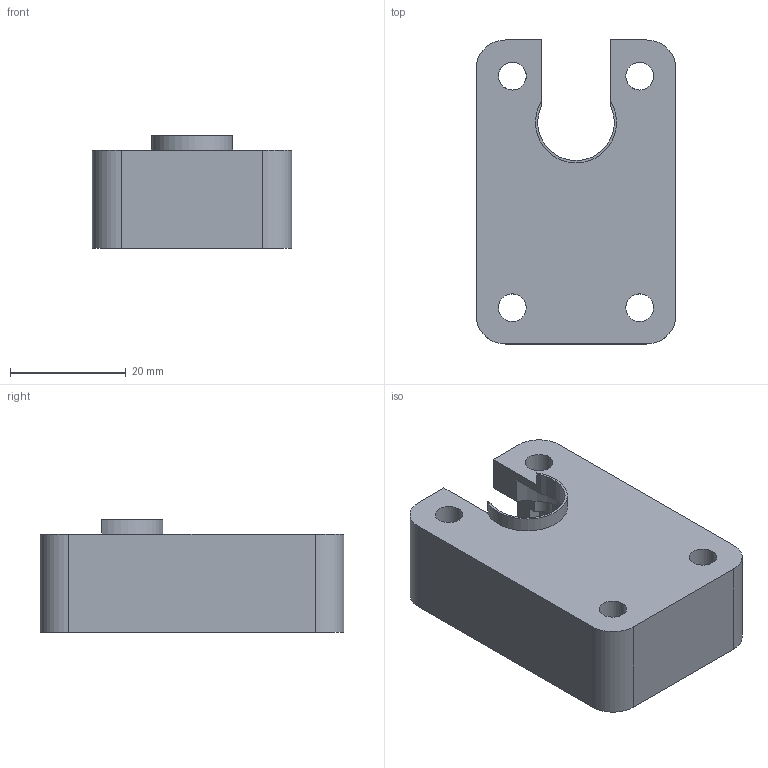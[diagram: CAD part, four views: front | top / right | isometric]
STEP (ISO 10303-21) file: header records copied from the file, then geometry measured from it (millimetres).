
FILE_DESCRIPTION(/* description */ ('STEP AP214'),/* implementation_level */ '2;1');
FILE_NAME(/* name */ '619ba9f99c98216352074ece',/* time_stamp */ '2021-11-22T14:32:26+00:00',/* author */ (''),/* organization */ (''),/* preprocessor_version */ 'ST-DEVELOPER v18.1',/* originating_system */ ' ',/* authorisation */ ' ');
FILE_SCHEMA (('AUTOMOTIVE_DESIGN {1 0 10303 214 3 1 1}'));
Length unit declared in the file: metre
Products named in the file (1): Part 4
Bounding box: 34.5 x 52.5 x 19.5 mm (x, y, z)
Volume: 17503.2 mm3; surface area: 7539.5 mm2
Topology: 1 solids, 1 shells, 36 faces, 108 edges, 72 vertices
Faces by surface type: plane 25, cylinder 11
Full cylindrical faces by diameter (mm): 4.8 x4
Entity records: 1226 total; most frequent: CARTESIAN_POINT 209, ORIENTED_EDGE 204, DIRECTION 202, EDGE_CURVE 102, LINE 76, VECTOR 76, VERTEX_POINT 70, AXIS2_PLACEMENT_3D 63
